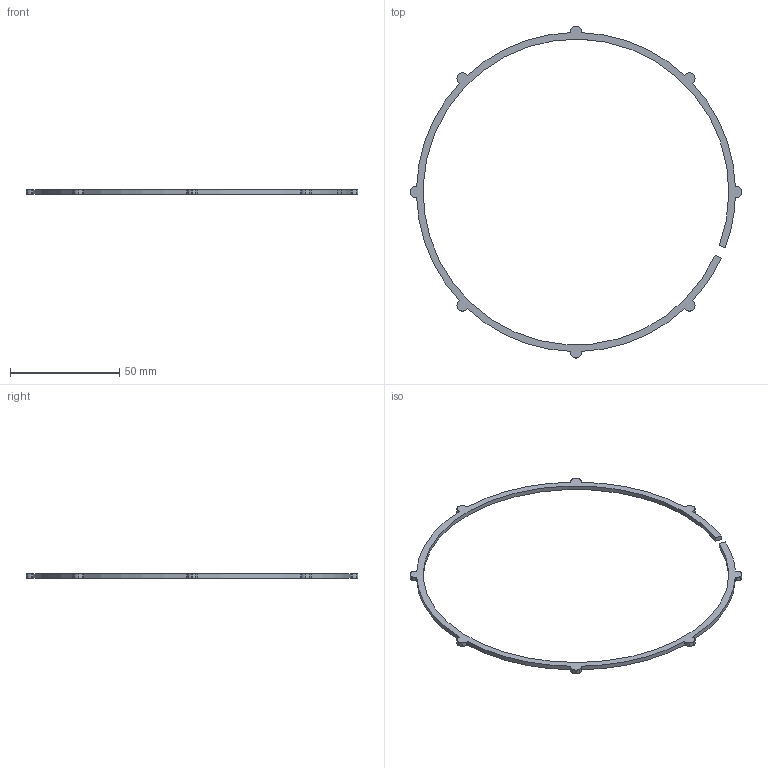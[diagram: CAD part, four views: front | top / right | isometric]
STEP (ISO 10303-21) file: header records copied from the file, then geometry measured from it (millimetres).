
FILE_DESCRIPTION (( 'STEP AP214' ), '1' );
FILE_NAME ('Base Mount Bearing Clip Ring.STEP', '2021-03-12T15:32:10', ( '' ), ( '' ), 'SwSTEP 2.0', 'SolidWorks 2019', '' );
FILE_SCHEMA (( 'AUTOMOTIVE_DESIGN' ));
Length unit declared in the file: millimetre
Products named in the file (1): Base Mount Bearing Clip Ring
Bounding box: 152 x 152 x 2 mm (x, y, z)
Volume: 2866.8 mm3; surface area: 4720.2 mm2
Topology: 1 solids, 1 shells, 71 faces, 207 edges, 138 vertices
Faces by surface type: cylinder 51, plane 20
Entity records: 2437 total; most frequent: DIRECTION 453, CARTESIAN_POINT 417, ORIENTED_EDGE 414, EDGE_CURVE 207, AXIS2_PLACEMENT_3D 174, VERTEX_POINT 138, LINE 105, VECTOR 105
